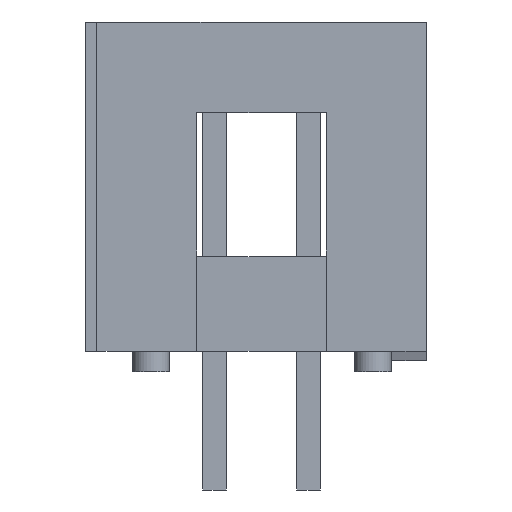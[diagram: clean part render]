
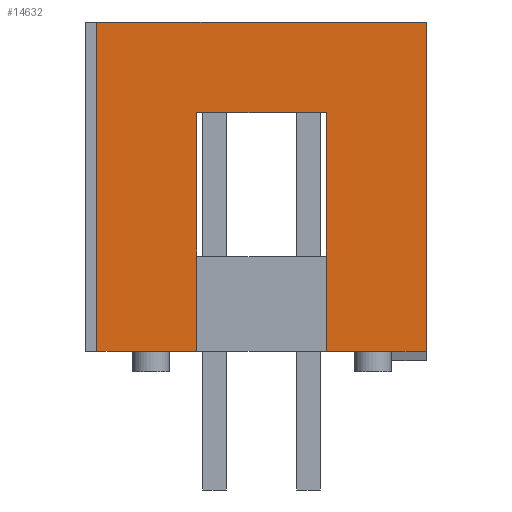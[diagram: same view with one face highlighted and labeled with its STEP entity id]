
A CAD part, left-side view. The second image highlights one B-rep face of the part: STEP entity #14632.
In plain terms, the highlighted planar face has unit normal (-1, 0, 0).
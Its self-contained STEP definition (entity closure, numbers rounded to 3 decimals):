
#13017=CARTESIAN_POINT('',(-29.21,-1.75,7.0));
#13018=VERTEX_POINT('',#13017);
#13025=CARTESIAN_POINT('',(-29.21,1.75,7.0));
#13026=VERTEX_POINT('',#13025);
#13027=CARTESIAN_POINT('',(-29.21,0.,7.0));
#13028=DIRECTION('',(0.0,-1.0,0.0));
#13029=VECTOR('',#13028,1.0);
#13030=LINE('',#13027,#13029);
#13031=EDGE_CURVE('n� 1000',#13026,#13018,#13030,.T.);
#13055=CARTESIAN_POINT('',(-29.21,-1.75,0.55));
#13056=VERTEX_POINT('',#13055);
#13063=CARTESIAN_POINT('',(-29.21,-1.75,5.0));
#13064=DIRECTION('',(-0.0,0.0,-1.0));
#13065=VECTOR('',#13064,1.0);
#13066=LINE('',#13063,#13065);
#13067=EDGE_CURVE('n� 999',#13018,#13056,#13066,.T.);
#13079=CARTESIAN_POINT('',(-29.21,1.75,0.55));
#13080=VERTEX_POINT('',#13079);
#13081=CARTESIAN_POINT('',(-29.21,1.75,5.0));
#13082=DIRECTION('',(-0.0,0.,1.0));
#13083=VECTOR('',#13082,1.0);
#13084=LINE('',#13081,#13083);
#13085=EDGE_CURVE('n� 993',#13080,#13026,#13084,.T.);
#13793=CARTESIAN_POINT('',(-29.21,4.45,9.45));
#13794=VERTEX_POINT('',#13793);
#13801=CARTESIAN_POINT('',(-29.21,-4.45,9.45));
#13802=VERTEX_POINT('',#13801);
#13803=CARTESIAN_POINT('',(-29.21,0.,9.45));
#13804=DIRECTION('',(-0.0,1.0,0.0));
#13805=VECTOR('',#13804,1.0);
#13806=LINE('',#13803,#13805);
#13807=EDGE_CURVE('n� 996',#13802,#13794,#13806,.T.);
#14559=CARTESIAN_POINT('',(-29.21,-4.45,0.55));
#14560=VERTEX_POINT('',#14559);
#14561=CARTESIAN_POINT('',(-29.21,-4.45,5.0));
#14562=DIRECTION('',(0.0,-0.0,1.0));
#14563=VECTOR('',#14562,1.0);
#14564=LINE('',#14561,#14563);
#14565=EDGE_CURVE('n� 997',#14560,#13802,#14564,.T.);
#14600=CARTESIAN_POINT('',(-29.21,4.45,0.55));
#14601=VERTEX_POINT('',#14600);
#14602=CARTESIAN_POINT('',(-29.21,0.15,0.55));
#14603=DIRECTION('',(0.0,1.0,0.0));
#14604=VECTOR('',#14603,1.0);
#14605=LINE('',#14602,#14604);
#14606=EDGE_CURVE('n� 113',#13080,#14601,#14605,.T.);
#14607=ORIENTED_EDGE('',*,*,#14606,.F.);
#14608=ORIENTED_EDGE('',*,*,#13085,.T.);
#14609=ORIENTED_EDGE('',*,*,#13031,.T.);
#14610=ORIENTED_EDGE('',*,*,#13067,.T.);
#14611=CARTESIAN_POINT('',(-29.21,0.15,0.55));
#14612=DIRECTION('',(-0.0,1.0,-0.0));
#14613=VECTOR('',#14612,1.0);
#14614=LINE('',#14611,#14613);
#14615=EDGE_CURVE('n� 117',#14560,#13056,#14614,.T.);
#14616=ORIENTED_EDGE('',*,*,#14615,.F.);
#14617=ORIENTED_EDGE('',*,*,#14565,.T.);
#14618=ORIENTED_EDGE('',*,*,#13807,.T.);
#14619=CARTESIAN_POINT('',(-29.21,4.45,5.0));
#14620=DIRECTION('',(0.0,0.0,1.0));
#14621=VECTOR('',#14620,1.0);
#14622=LINE('',#14619,#14621);
#14623=EDGE_CURVE('n� 974',#14601,#13794,#14622,.T.);
#14624=ORIENTED_EDGE('',*,*,#14623,.F.);
#14625=EDGE_LOOP('',(#14607,#14608,#14609,#14610,#14616,#14617,#14618,#14624));
#14626=FACE_OUTER_BOUND('',#14625,.T.);
#14627=CARTESIAN_POINT('',(-29.21,4.45,0.55));
#14628=DIRECTION('',(-1.0,0.0,0.0));
#14629=DIRECTION('',(0.0,-1.0,0.0));
#14630=AXIS2_PLACEMENT_3D('',#14627,#14628,#14629);
#14631=PLANE('',#14630);
#14632=ADVANCED_FACE('n� 990',(#14626),#14631,.T.);
